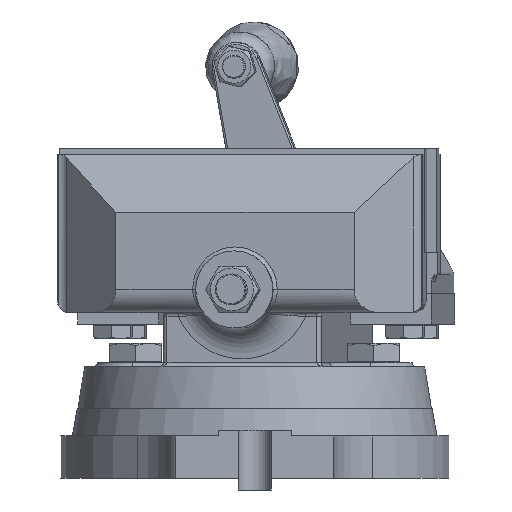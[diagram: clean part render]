
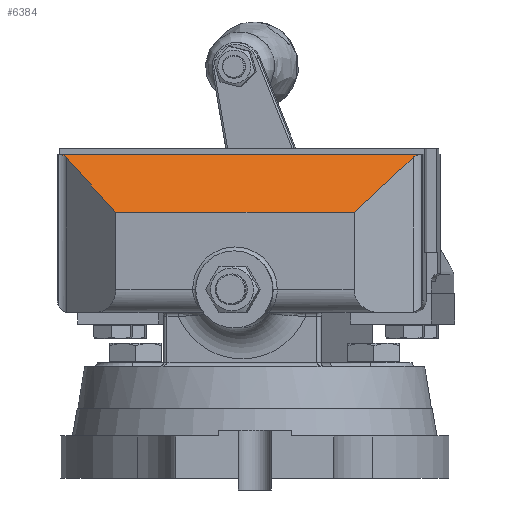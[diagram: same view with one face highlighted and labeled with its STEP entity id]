
A CAD part, left-side view. The second image highlights one B-rep face of the part: STEP entity #6384.
In plain terms, the highlighted face is planar.
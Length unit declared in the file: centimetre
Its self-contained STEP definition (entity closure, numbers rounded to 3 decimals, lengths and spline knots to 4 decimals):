
#227=ELLIPSE('',#6796,0.8485,0.6);
#230=ELLIPSE('',#6801,0.8485,0.6);
#1110=FACE_OUTER_BOUND('',#1539,.T.);
#1539=EDGE_LOOP('',(#4988,#4989,#4990,#4991,#4992,#4993));
#2052=LINE('',#9847,#2489);
#2055=LINE('',#9872,#2492);
#2102=LINE('',#10616,#2539);
#2110=LINE('',#10655,#2547);
#2489=VECTOR('',#7862,4.8918);
#2492=VECTOR('',#7871,4.8918);
#2539=VECTOR('',#8088,12.4);
#2547=VECTOR('',#8146,18.8971);
#2925=VERTEX_POINT('',#9817);
#2926=VERTEX_POINT('',#9818);
#2932=VERTEX_POINT('',#9845);
#2933=VERTEX_POINT('',#9849);
#2934=VERTEX_POINT('',#9850);
#2937=VERTEX_POINT('',#9871);
#3602=EDGE_CURVE('',#2925,#2926,#227,.F.);
#3610=EDGE_CURVE('',#2926,#2932,#2052,.T.);
#3611=EDGE_CURVE('',#2933,#2934,#230,.T.);
#3615=EDGE_CURVE('',#2937,#2934,#2055,.T.);
#3740=EDGE_CURVE('',#2932,#2937,#2102,.T.);
#3758=EDGE_CURVE('',#2933,#2925,#2110,.T.);
#4988=ORIENTED_EDGE('',*,*,#3615,.T.);
#4989=ORIENTED_EDGE('',*,*,#3611,.F.);
#4990=ORIENTED_EDGE('',*,*,#3758,.T.);
#4991=ORIENTED_EDGE('',*,*,#3602,.T.);
#4992=ORIENTED_EDGE('',*,*,#3610,.T.);
#4993=ORIENTED_EDGE('',*,*,#3740,.T.);
#6121=PLANE('',#6912);
#6384=ADVANCED_FACE('',(#1110),#6121,.T.);
#6796=AXIS2_PLACEMENT_3D('',#9819,#7850,#7851);
#6801=AXIS2_PLACEMENT_3D('',#9851,#7865,#7866);
#6912=AXIS2_PLACEMENT_3D('',#10654,#8144,#8145);
#7850=DIRECTION('center_axis',(0.,0.707,0.707));
#7851=DIRECTION('ref_axis',(0.,-0.707,0.707));
#7862=DIRECTION('',(-0.577,0.577,-0.577));
#7865=DIRECTION('center_axis',(0.,0.707,0.707));
#7866=DIRECTION('ref_axis',(0.,-0.707,0.707));
#7871=DIRECTION('',(-0.577,-0.577,0.577));
#8088=DIRECTION('',(-1.,0.,0.));
#8144=DIRECTION('center_axis',(0.,0.707,0.707));
#8145=DIRECTION('ref_axis',(1.,0.,0.));
#8146=DIRECTION('',(1.,0.,0.));
#9817=CARTESIAN_POINT('',(9.4485,8.9,13.2));
#9818=CARTESIAN_POINT('',(9.0243,9.0757,13.0243));
#9819=CARTESIAN_POINT('Origin',(9.4485,9.5,12.6));
#9845=CARTESIAN_POINT('',(6.2,11.9,10.2));
#9847=CARTESIAN_POINT('',(9.0243,9.0757,13.0243));
#9849=CARTESIAN_POINT('',(-9.4485,8.9,13.2));
#9850=CARTESIAN_POINT('',(-9.0243,9.0757,13.0243));
#9851=CARTESIAN_POINT('Origin',(-9.4485,9.5,12.6));
#9871=CARTESIAN_POINT('',(-6.2,11.9,10.2));
#9872=CARTESIAN_POINT('',(-6.2,11.9,10.2));
#10616=CARTESIAN_POINT('',(6.2,11.9,10.2));
#10654=CARTESIAN_POINT('Origin',(0.,8.9,13.2));
#10655=CARTESIAN_POINT('',(-9.4485,8.9,13.2));
